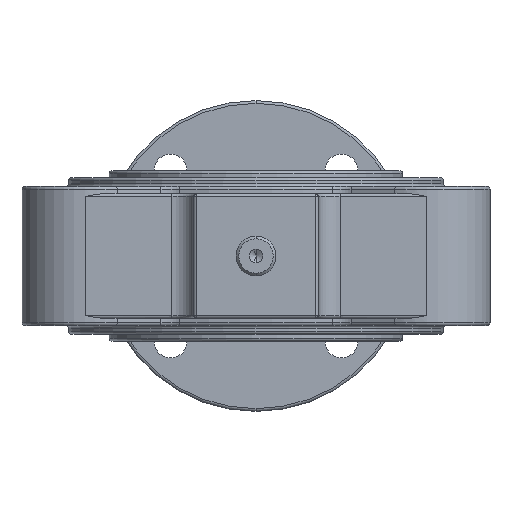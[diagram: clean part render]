
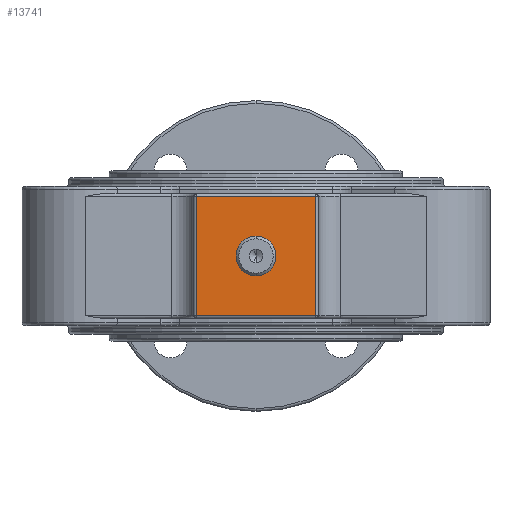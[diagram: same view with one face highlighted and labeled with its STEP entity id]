
A CAD part, front view. The second image highlights one B-rep face of the part: STEP entity #13741.
In plain terms, the highlighted planar face has unit normal (0, -1, 0).
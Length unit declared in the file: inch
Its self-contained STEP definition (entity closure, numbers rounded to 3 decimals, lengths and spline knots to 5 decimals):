
#1 = DIRECTION ( 'NONE',  ( 0., 0., 1. ) ) ;
#445 = DIRECTION ( 'NONE',  ( 0., 1., 0. ) ) ;
#839 = DIRECTION ( 'NONE',  ( 0., 0., -1. ) ) ;
#973 = CARTESIAN_POINT ( 'NONE',  ( 0.67875, -3.45194, 0.71 ) ) ;
#1024 = CARTESIAN_POINT ( 'NONE',  ( 0., -3.45194, 0. ) ) ;
#1442 = DIRECTION ( 'NONE',  ( 1., 0., 0. ) ) ;
#1572 = CARTESIAN_POINT ( 'NONE',  ( 0.71, -3.45194, -0.67875 ) ) ;
#1608 = CARTESIAN_POINT ( 'NONE',  ( -0.67875, -3.45194, -0.67875 ) ) ;
#1746 = AXIS2_PLACEMENT_3D ( 'NONE', #1024, #13924, #12724 ) ;
#2071 = EDGE_CURVE ( 'NONE', #13501, #11780, #3143, .T. ) ;
#2098 = LINE ( 'NONE', #973, #8846 ) ;
#2491 = FACE_OUTER_BOUND ( 'NONE', #3041, .T. ) ;
#2587 = CARTESIAN_POINT ( 'NONE',  ( 0.67875, -3.45194, 0.67875 ) ) ;
#3041 = EDGE_LOOP ( 'NONE', ( #4266, #10589, #8532, #13299 ) ) ;
#3143 = LINE ( 'NONE', #10467, #8413 ) ;
#3537 = VERTEX_POINT ( 'NONE', #2587 ) ;
#3825 = LINE ( 'NONE', #1572, #4768 ) ;
#4083 = AXIS2_PLACEMENT_3D ( 'NONE', #11598, #10346, #8156 ) ;
#4166 = CARTESIAN_POINT ( 'NONE',  ( 0.67875, -3.45194, -0.67875 ) ) ;
#4266 = ORIENTED_EDGE ( 'NONE', *, *, #6653, .T. ) ;
#4453 = VECTOR ( 'NONE', #11608, 39.37008 ) ;
#4656 = DIRECTION ( 'NONE',  ( 0., 0., 1. ) ) ;
#4768 = VECTOR ( 'NONE', #1442, 39.37008 ) ;
#4855 = EDGE_CURVE ( 'NONE', #11203, #10239, #5113, .T. ) ;
#5113 = CIRCLE ( 'NONE', #1746, 0.2275 ) ;
#5711 = PLANE ( 'NONE',  #9448 ) ;
#6478 = ORIENTED_EDGE ( 'NONE', *, *, #4855, .F. ) ;
#6653 = EDGE_CURVE ( 'NONE', #3537, #13501, #12627, .T. ) ;
#6759 = CARTESIAN_POINT ( 'NONE',  ( 0.71, -3.45194, 0.71 ) ) ;
#6899 = EDGE_LOOP ( 'NONE', ( #9235, #6478 ) ) ;
#7199 = CARTESIAN_POINT ( 'NONE',  ( 0., -3.45194, -0.2275 ) ) ;
#7883 = EDGE_CURVE ( 'NONE', #10239, #11203, #11501, .T. ) ;
#8156 = DIRECTION ( 'NONE',  ( 0., 0., 1. ) ) ;
#8413 = VECTOR ( 'NONE', #839, 39.37008 ) ;
#8528 = VERTEX_POINT ( 'NONE', #4166 ) ;
#8532 = ORIENTED_EDGE ( 'NONE', *, *, #9108, .T. ) ;
#8846 = VECTOR ( 'NONE', #1, 39.37008 ) ;
#9108 = EDGE_CURVE ( 'NONE', #11780, #8528, #3825, .T. ) ;
#9235 = ORIENTED_EDGE ( 'NONE', *, *, #7883, .F. ) ;
#9448 = AXIS2_PLACEMENT_3D ( 'NONE', #6759, #445, #4656 ) ;
#10239 = VERTEX_POINT ( 'NONE', #10312 ) ;
#10312 = CARTESIAN_POINT ( 'NONE',  ( 0., -3.45194, 0.2275 ) ) ;
#10346 = DIRECTION ( 'NONE',  ( 0., -1., 0. ) ) ;
#10467 = CARTESIAN_POINT ( 'NONE',  ( -0.67875, -3.45194, 0.71 ) ) ;
#10589 = ORIENTED_EDGE ( 'NONE', *, *, #2071, .T. ) ;
#11203 = VERTEX_POINT ( 'NONE', #7199 ) ;
#11478 = CARTESIAN_POINT ( 'NONE',  ( -0.71, -3.45194, 0.67875 ) ) ;
#11501 = CIRCLE ( 'NONE', #4083, 0.2275 ) ;
#11598 = CARTESIAN_POINT ( 'NONE',  ( 0., -3.45194, 0. ) ) ;
#11608 = DIRECTION ( 'NONE',  ( -1., 0., 0. ) ) ;
#11780 = VERTEX_POINT ( 'NONE', #1608 ) ;
#12276 = FACE_BOUND ( 'NONE', #6899, .T. ) ;
#12627 = LINE ( 'NONE', #11478, #4453 ) ;
#12724 = DIRECTION ( 'NONE',  ( 0., 0., 1. ) ) ;
#12776 = EDGE_CURVE ( 'NONE', #8528, #3537, #2098, .T. ) ;
#12920 = CARTESIAN_POINT ( 'NONE',  ( -0.67875, -3.45194, 0.67875 ) ) ;
#13299 = ORIENTED_EDGE ( 'NONE', *, *, #12776, .T. ) ;
#13501 = VERTEX_POINT ( 'NONE', #12920 ) ;
#13741 = ADVANCED_FACE ( 'NONE', ( #2491, #12276 ), #5711, .F. ) ;
#13924 = DIRECTION ( 'NONE',  ( 0., -1., 0. ) ) ;
